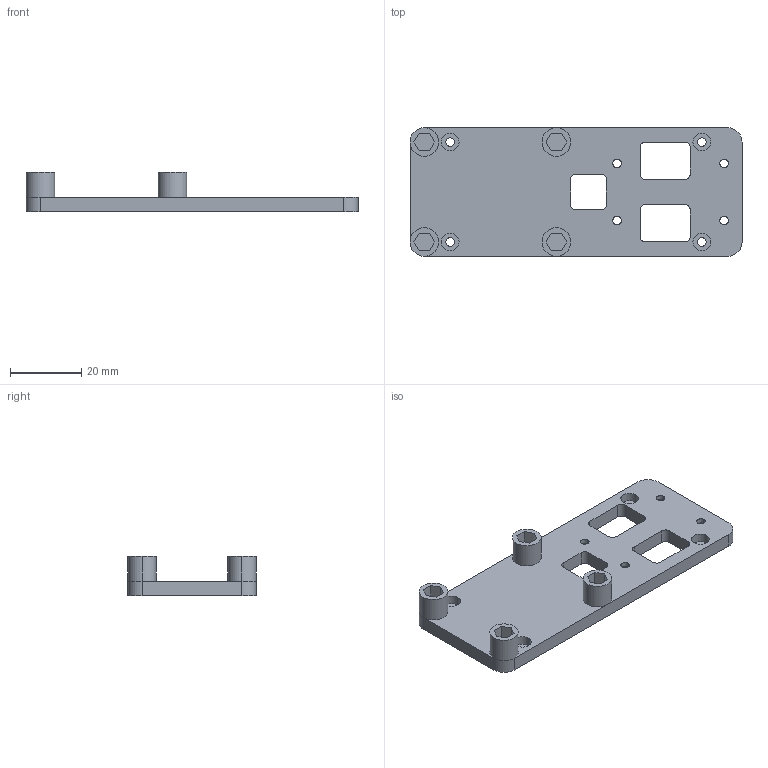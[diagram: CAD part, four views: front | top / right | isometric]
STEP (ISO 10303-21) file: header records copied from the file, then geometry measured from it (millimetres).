
FILE_DESCRIPTION (( 'STEP AP203' ), '1' );
FILE_NAME ('Leader_Base.STEP', '2024-09-05T20:24:07', ( '' ), ( '' ), 'SwSTEP 2.0', 'SolidWorks 2024', '' );
FILE_SCHEMA (( 'CONFIG_CONTROL_DESIGN' ));
Length unit declared in the file: millimetre
Products named in the file (1): Leader_Base
Bounding box: 93 x 36 x 11 mm (x, y, z)
Volume: 12169.7 mm3; surface area: 8910.6 mm2
Topology: 1 solids, 1 shells, 114 faces, 292 edges, 192 vertices
Faces by surface type: plane 58, cylinder 56
Entity records: 3605 total; most frequent: DIRECTION 636, CARTESIAN_POINT 599, ORIENTED_EDGE 584, EDGE_CURVE 292, AXIS2_PLACEMENT_3D 229, VERTEX_POINT 192, VECTOR 178, LINE 178
